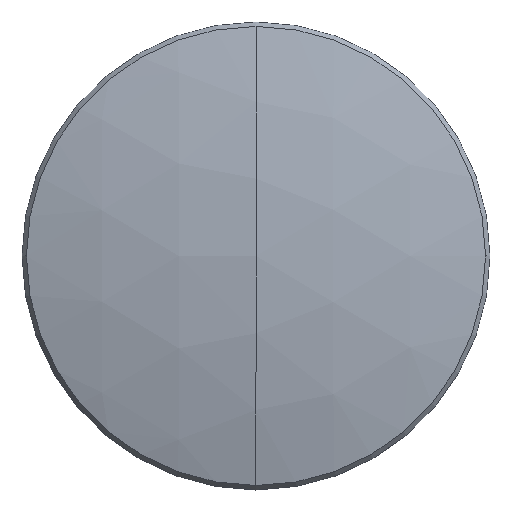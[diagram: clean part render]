
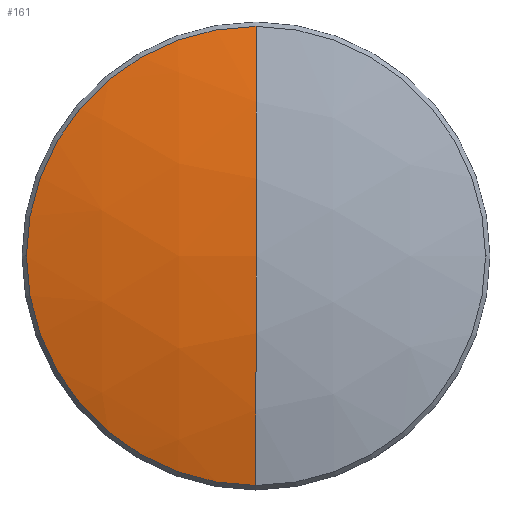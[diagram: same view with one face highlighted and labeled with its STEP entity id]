
A CAD part, top view. The second image highlights one B-rep face of the part: STEP entity #161.
In plain terms, the highlighted spherical face has radius 47.6 mm.
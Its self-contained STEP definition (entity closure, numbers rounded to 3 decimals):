
#11 = CIRCLE ( 'NONE', #290, 47.6 ) ;
#21 = CIRCLE ( 'NONE', #221, 12.46 ) ;
#31 = ORIENTED_EDGE ( 'NONE', *, *, #46, .T. ) ;
#43 = EDGE_LOOP ( 'NONE', ( #31, #179, #266, #321 ) ) ;
#46 = EDGE_CURVE ( 'NONE', #77, #181, #190, .T. ) ;
#52 = CARTESIAN_POINT ( 'NONE',  ( 0., -12.46, 0.2 ) ) ;
#66 = DIRECTION ( 'NONE',  ( 1., 0., 0. ) ) ;
#77 = VERTEX_POINT ( 'NONE', #207 ) ;
#85 = AXIS2_PLACEMENT_3D ( 'NONE', #332, #167, #363 ) ;
#92 = DIRECTION ( 'NONE',  ( -1., 0., 0. ) ) ;
#145 = DIRECTION ( 'NONE',  ( 0., 0., 1. ) ) ;
#153 = EDGE_CURVE ( 'NONE', #181, #344, #21, .T. ) ;
#161 = ADVANCED_FACE ( 'NONE', ( #162 ), #170, .T. ) ;
#162 = FACE_OUTER_BOUND ( 'NONE', #43, .T. ) ;
#165 = EDGE_CURVE ( 'NONE', #344, #175, #169, .T. ) ;
#167 = DIRECTION ( 'NONE',  ( 0., 0., 1. ) ) ;
#168 = DIRECTION ( 'NONE',  ( -1., 0., 0. ) ) ;
#169 = CIRCLE ( 'NONE', #238, 47.6 ) ;
#170 = SPHERICAL_SURFACE ( 'NONE', #249, 47.6 ) ;
#172 = DIRECTION ( 'NONE',  ( 0., 1., 0. ) ) ;
#174 = CARTESIAN_POINT ( 'NONE',  ( -12.46, 0., 0.2 ) ) ;
#175 = VERTEX_POINT ( 'NONE', #306 ) ;
#179 = ORIENTED_EDGE ( 'NONE', *, *, #153, .T. ) ;
#181 = VERTEX_POINT ( 'NONE', #174 ) ;
#190 = CIRCLE ( 'NONE', #85, 12.46 ) ;
#195 = EDGE_CURVE ( 'NONE', #77, #175, #11, .T. ) ;
#204 = CARTESIAN_POINT ( 'NONE',  ( 0., 0., -45.741 ) ) ;
#207 = CARTESIAN_POINT ( 'NONE',  ( 0., 12.46, 0.2 ) ) ;
#221 = AXIS2_PLACEMENT_3D ( 'NONE', #303, #145, #336 ) ;
#234 = CARTESIAN_POINT ( 'NONE',  ( 0., 0., -45.741 ) ) ;
#238 = AXIS2_PLACEMENT_3D ( 'NONE', #257, #92, #284 ) ;
#249 = AXIS2_PLACEMENT_3D ( 'NONE', #204, #168, #172 ) ;
#257 = CARTESIAN_POINT ( 'NONE',  ( 0., 0., -45.741 ) ) ;
#260 = DIRECTION ( 'NONE',  ( 0., 0., -1. ) ) ;
#266 = ORIENTED_EDGE ( 'NONE', *, *, #165, .T. ) ;
#284 = DIRECTION ( 'NONE',  ( 0., -1., 0. ) ) ;
#290 = AXIS2_PLACEMENT_3D ( 'NONE', #234, #66, #260 ) ;
#303 = CARTESIAN_POINT ( 'NONE',  ( 0., 0., 0.2 ) ) ;
#306 = CARTESIAN_POINT ( 'NONE',  ( 0., 0., 1.859 ) ) ;
#321 = ORIENTED_EDGE ( 'NONE', *, *, #195, .F. ) ;
#332 = CARTESIAN_POINT ( 'NONE',  ( 0., 0., 0.2 ) ) ;
#336 = DIRECTION ( 'NONE',  ( -1., 0., 0. ) ) ;
#344 = VERTEX_POINT ( 'NONE', #52 ) ;
#363 = DIRECTION ( 'NONE',  ( -1., 0., 0. ) ) ;
